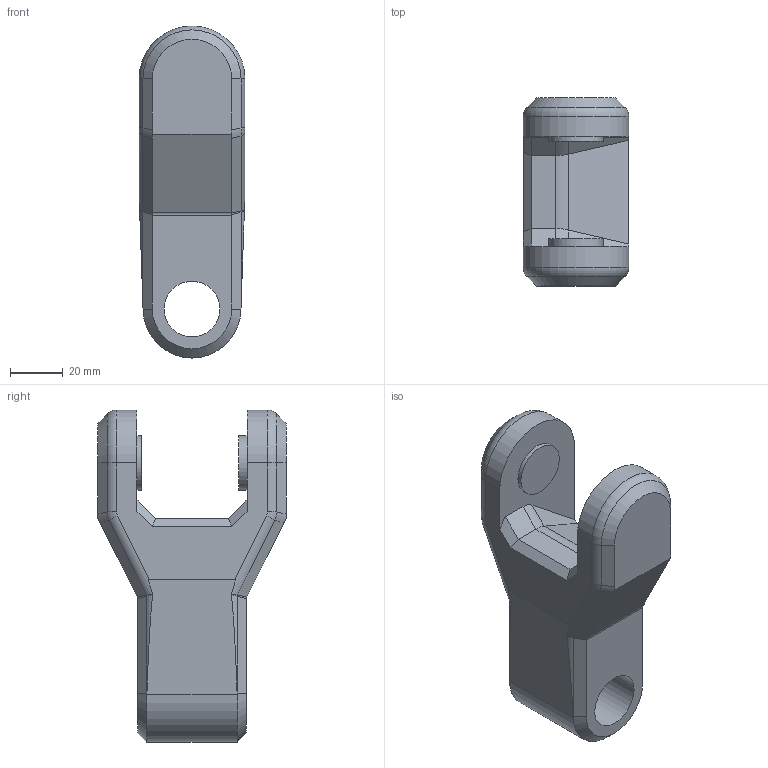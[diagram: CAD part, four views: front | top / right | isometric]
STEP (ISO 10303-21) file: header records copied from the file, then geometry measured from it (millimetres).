
FILE_DESCRIPTION(/* description */ (''),/* implementation_level */ '2;1');
FILE_NAME(/* name */ 'link2.stp',/* time_stamp */ '2019-11-22T23:44:51-05:00',/* author */ ('Clevo'),/* organization */ (''),/* preprocessor_version */ 'ST-DEVELOPER v16.13',/* originating_system */ 'Autodesk Inventor 2018',/* authorisation */ '');
FILE_SCHEMA (('AUTOMOTIVE_DESIGN { 1 0 10303 214 3 1 1 }'));
Length unit declared in the file: millimetre
Products named in the file (1): link2
Bounding box: 40 x 71.1 x 125.5 mm (x, y, z)
Volume: 164060 mm3; surface area: 26116.6 mm2
Topology: 1 solids, 1 shells, 80 faces, 198 edges, 122 vertices
Faces by surface type: plane 35, cylinder 31, bspline 8, cone 4, torus 2
Full cylindrical faces by diameter (mm): 20.5 x2, 21 x1
Entity records: 2520 total; most frequent: CARTESIAN_POINT 554, DIRECTION 423, ORIENTED_EDGE 390, EDGE_CURVE 195, AXIS2_PLACEMENT_3D 159, VERTEX_POINT 122, LINE 105, VECTOR 105
